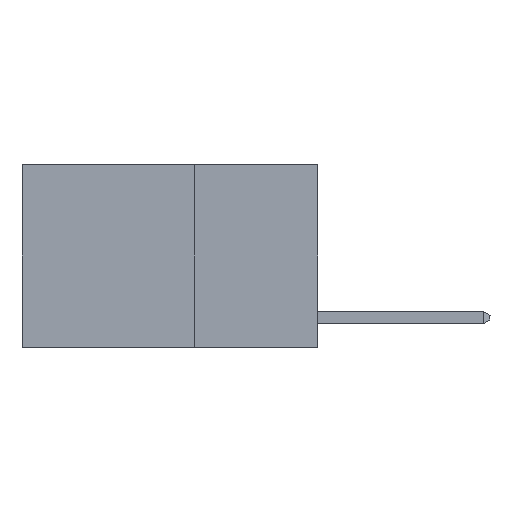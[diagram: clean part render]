
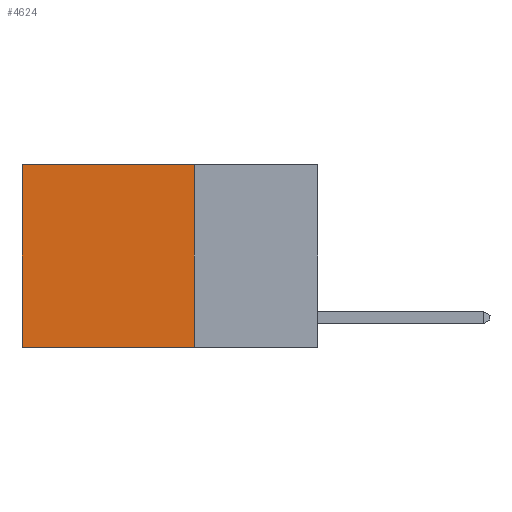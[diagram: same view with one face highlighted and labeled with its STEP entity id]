
A CAD part, left-side view. The second image highlights one B-rep face of the part: STEP entity #4624.
In plain terms, the highlighted planar face has unit normal (-1, 0, 0).
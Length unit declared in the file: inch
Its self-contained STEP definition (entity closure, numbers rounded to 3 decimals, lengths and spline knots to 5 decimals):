
#279 = VECTOR ( 'NONE', #3615, 39.37008 ) ;
#596 = LINE ( 'NONE', #16759, #16252 ) ;
#1401 = CARTESIAN_POINT ( 'NONE',  ( 0.2625, 0.25, 0. ) ) ;
#2581 = EDGE_CURVE ( 'NONE', #10498, #7320, #596, .T. ) ;
#2634 = VECTOR ( 'NONE', #3379, 39.37008 ) ;
#2731 = EDGE_CURVE ( 'NONE', #4394, #7320, #17807, .T. ) ;
#3379 = DIRECTION ( 'NONE',  ( 0., 0., -1. ) ) ;
#3615 = DIRECTION ( 'NONE',  ( 0., 1., 0. ) ) ;
#4394 = VERTEX_POINT ( 'NONE', #18898 ) ;
#4573 = DIRECTION ( 'NONE',  ( 0., 0., -1. ) ) ;
#4624 = ADVANCED_FACE ( 'NONE', ( #5375 ), #5432, .F. ) ;
#5375 = FACE_OUTER_BOUND ( 'NONE', #22834, .T. ) ;
#5432 = PLANE ( 'NONE',  #25029 ) ;
#5597 = CARTESIAN_POINT ( 'NONE',  ( 0.2625, 0.25, 0. ) ) ;
#5777 = LINE ( 'NONE', #5597, #279 ) ;
#5952 = ORIENTED_EDGE ( 'NONE', *, *, #16554, .T. ) ;
#7320 = VERTEX_POINT ( 'NONE', #16005 ) ;
#7514 = DIRECTION ( 'NONE',  ( 0., 0., -1. ) ) ;
#10137 = EDGE_CURVE ( 'NONE', #17044, #4394, #13525, .T. ) ;
#10498 = VERTEX_POINT ( 'NONE', #10632 ) ;
#10632 = CARTESIAN_POINT ( 'NONE',  ( 0.2625, 0.6, 0. ) ) ;
#11181 = DIRECTION ( 'NONE',  ( 0., 1., 0. ) ) ;
#12180 = ORIENTED_EDGE ( 'NONE', *, *, #10137, .F. ) ;
#12234 = ORIENTED_EDGE ( 'NONE', *, *, #2581, .T. ) ;
#13525 = LINE ( 'NONE', #1401, #2634 ) ;
#13556 = CARTESIAN_POINT ( 'NONE',  ( 0.2625, 0.25, 0. ) ) ;
#15212 = ORIENTED_EDGE ( 'NONE', *, *, #2731, .F. ) ;
#16005 = CARTESIAN_POINT ( 'NONE',  ( 0.2625, 0.6, -0.37 ) ) ;
#16252 = VECTOR ( 'NONE', #4573, 39.37008 ) ;
#16554 = EDGE_CURVE ( 'NONE', #17044, #10498, #5777, .T. ) ;
#16759 = CARTESIAN_POINT ( 'NONE',  ( 0.2625, 0.6, 0. ) ) ;
#17044 = VERTEX_POINT ( 'NONE', #21138 ) ;
#17807 = LINE ( 'NONE', #23197, #23769 ) ;
#18898 = CARTESIAN_POINT ( 'NONE',  ( 0.2625, 0.25, -0.37 ) ) ;
#19581 = DIRECTION ( 'NONE',  ( 1., 0., 0. ) ) ;
#21138 = CARTESIAN_POINT ( 'NONE',  ( 0.2625, 0.25, 0. ) ) ;
#22834 = EDGE_LOOP ( 'NONE', ( #12234, #15212, #12180, #5952 ) ) ;
#23197 = CARTESIAN_POINT ( 'NONE',  ( 0.2625, 0.25, -0.37 ) ) ;
#23769 = VECTOR ( 'NONE', #11181, 39.37008 ) ;
#25029 = AXIS2_PLACEMENT_3D ( 'NONE', #13556, #19581, #7514 ) ;
